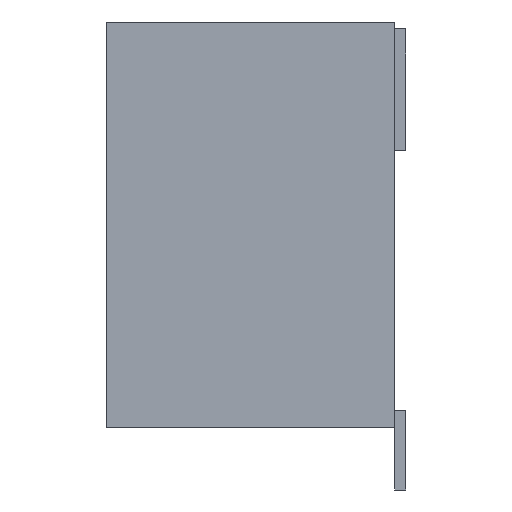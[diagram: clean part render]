
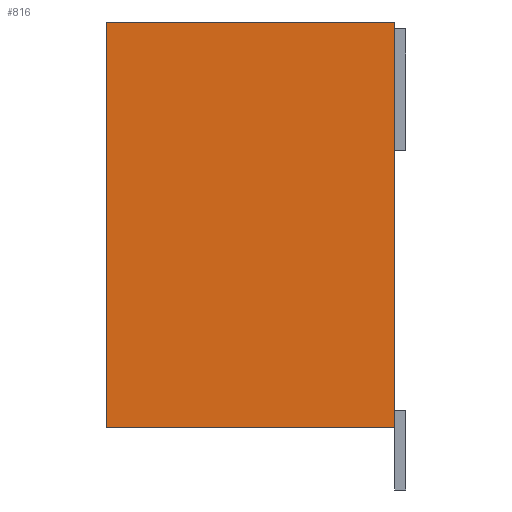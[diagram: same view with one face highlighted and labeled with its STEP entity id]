
A CAD part, left-side view. The second image highlights one B-rep face of the part: STEP entity #816.
In plain terms, the highlighted planar face has unit normal (-1, 0, 0).
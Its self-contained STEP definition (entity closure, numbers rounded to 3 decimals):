
#6 = DIRECTION ( 'NONE',  ( 0., 0., 1. ) ) ;
#114 = ORIENTED_EDGE ( 'NONE', *, *, #988, .F. ) ;
#125 = EDGE_LOOP ( 'NONE', ( #633, #1625, #1400, #114 ) ) ;
#201 = VECTOR ( 'NONE', #1613, 1000. ) ;
#281 = DIRECTION ( 'NONE',  ( 0., 1., 0. ) ) ;
#296 = EDGE_CURVE ( 'NONE', #1176, #520, #829, .T. ) ;
#493 = EDGE_CURVE ( 'NONE', #969, #1807, #1645, .T. ) ;
#512 = CARTESIAN_POINT ( 'NONE',  ( 0., 0., 0. ) ) ;
#520 = VERTEX_POINT ( 'NONE', #1789 ) ;
#583 = DIRECTION ( 'NONE',  ( 0., 0., 1. ) ) ;
#597 = CARTESIAN_POINT ( 'NONE',  ( 0., 0., 0. ) ) ;
#633 = ORIENTED_EDGE ( 'NONE', *, *, #493, .F. ) ;
#724 = PLANE ( 'NONE',  #799 ) ;
#799 = AXIS2_PLACEMENT_3D ( 'NONE', #853, #1854, #583 ) ;
#802 = EDGE_CURVE ( 'NONE', #520, #969, #1314, .T. ) ;
#816 = ADVANCED_FACE ( 'NONE', ( #876 ), #724, .T. ) ;
#829 = LINE ( 'NONE', #1563, #1001 ) ;
#853 = CARTESIAN_POINT ( 'NONE',  ( 0., 0., 0. ) ) ;
#876 = FACE_OUTER_BOUND ( 'NONE', #125, .T. ) ;
#931 = CARTESIAN_POINT ( 'NONE',  ( 0., 0., 0. ) ) ;
#969 = VERTEX_POINT ( 'NONE', #1779 ) ;
#975 = VECTOR ( 'NONE', #1503, 1000. ) ;
#988 = EDGE_CURVE ( 'NONE', #1807, #1176, #1075, .T. ) ;
#1001 = VECTOR ( 'NONE', #281, 1000. ) ;
#1075 = LINE ( 'NONE', #931, #201 ) ;
#1176 = VERTEX_POINT ( 'NONE', #1220 ) ;
#1220 = CARTESIAN_POINT ( 'NONE',  ( 0., 0., -4.35 ) ) ;
#1314 = LINE ( 'NONE', #1844, #1605 ) ;
#1400 = ORIENTED_EDGE ( 'NONE', *, *, #296, .F. ) ;
#1503 = DIRECTION ( 'NONE',  ( 0., -1., 0. ) ) ;
#1563 = CARTESIAN_POINT ( 'NONE',  ( 0., 0., -4.35 ) ) ;
#1605 = VECTOR ( 'NONE', #6, 1000. ) ;
#1613 = DIRECTION ( 'NONE',  ( 0., 0., -1. ) ) ;
#1625 = ORIENTED_EDGE ( 'NONE', *, *, #802, .F. ) ;
#1645 = LINE ( 'NONE', #512, #975 ) ;
#1779 = CARTESIAN_POINT ( 'NONE',  ( 0., 3.1, 0. ) ) ;
#1789 = CARTESIAN_POINT ( 'NONE',  ( 0., 3.1, -4.35 ) ) ;
#1807 = VERTEX_POINT ( 'NONE', #597 ) ;
#1844 = CARTESIAN_POINT ( 'NONE',  ( 0., 3.1, 0. ) ) ;
#1854 = DIRECTION ( 'NONE',  ( -1., 0., 0. ) ) ;
